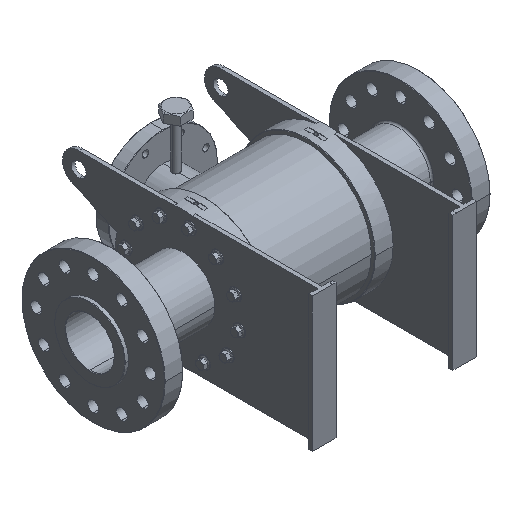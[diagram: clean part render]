
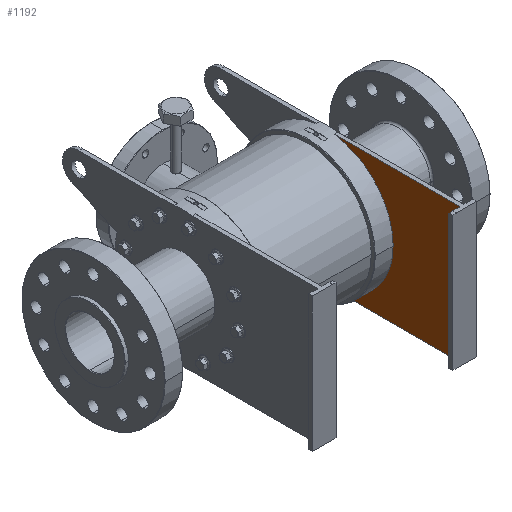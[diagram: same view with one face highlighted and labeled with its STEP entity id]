
A CAD part, isometric view. The second image highlights one B-rep face of the part: STEP entity #1192.
In plain terms, the highlighted planar face has unit normal (-1, 0, 0).
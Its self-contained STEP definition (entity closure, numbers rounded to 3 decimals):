
#89 = LINE ( 'NONE', #9913, #10286 ) ;
#237 = DIRECTION ( 'NONE',  ( 0., 0., 1. ) ) ;
#998 = AXIS2_PLACEMENT_3D ( 'NONE', #2568, #11415, #237 ) ;
#1192 = ADVANCED_FACE ( 'NONE', ( #12411 ), #1577, .F. ) ;
#1508 = DIRECTION ( 'NONE',  ( 0., -1., 0. ) ) ;
#1577 = PLANE ( 'NONE',  #998 ) ;
#2568 = CARTESIAN_POINT ( 'NONE',  ( 190., 0., 0. ) ) ;
#3443 = ORIENTED_EDGE ( 'NONE', *, *, #12140, .T. ) ;
#3632 = DIRECTION ( 'NONE',  ( -1., 0., 0. ) ) ;
#3758 = LINE ( 'NONE', #12457, #10475 ) ;
#3906 = DIRECTION ( 'NONE',  ( 0., -1., 0. ) ) ;
#4233 = VERTEX_POINT ( 'NONE', #8557 ) ;
#4269 = LINE ( 'NONE', #8410, #5571 ) ;
#5571 = VECTOR ( 'NONE', #9547, 1000. ) ;
#5963 = VERTEX_POINT ( 'NONE', #10757 ) ;
#6508 = VERTEX_POINT ( 'NONE', #9007 ) ;
#7020 = EDGE_CURVE ( 'NONE', #4233, #10847, #12529, .T. ) ;
#7051 = CARTESIAN_POINT ( 'NONE',  ( 190., 0., 0. ) ) ;
#7189 = ORIENTED_EDGE ( 'NONE', *, *, #7020, .F. ) ;
#7436 = EDGE_CURVE ( 'NONE', #6508, #5963, #3758, .T. ) ;
#7535 = AXIS2_PLACEMENT_3D ( 'NONE', #10642, #7558, #13908 ) ;
#7545 = CIRCLE ( 'NONE', #7535, 186.7 ) ;
#7558 = DIRECTION ( 'NONE',  ( -1., 0., 0. ) ) ;
#8220 = EDGE_CURVE ( 'NONE', #10847, #11935, #89, .T. ) ;
#8410 = CARTESIAN_POINT ( 'NONE',  ( 190., -369., 185. ) ) ;
#8557 = CARTESIAN_POINT ( 'NONE',  ( 190., -186.7, 0. ) ) ;
#9007 = CARTESIAN_POINT ( 'NONE',  ( 190., -25.137, -185. ) ) ;
#9289 = EDGE_CURVE ( 'NONE', #6508, #4233, #7545, .T. ) ;
#9319 = CARTESIAN_POINT ( 'NONE',  ( 190., -25.137, 185. ) ) ;
#9547 = DIRECTION ( 'NONE',  ( 0., 0., 1. ) ) ;
#9913 = CARTESIAN_POINT ( 'NONE',  ( 190., 0., 185. ) ) ;
#10286 = VECTOR ( 'NONE', #10907, 1000. ) ;
#10475 = VECTOR ( 'NONE', #3906, 1000. ) ;
#10508 = EDGE_LOOP ( 'NONE', ( #12776, #3443, #13873, #7189, #11565 ) ) ;
#10642 = CARTESIAN_POINT ( 'NONE',  ( 190., 0., 0. ) ) ;
#10711 = AXIS2_PLACEMENT_3D ( 'NONE', #7051, #3632, #1508 ) ;
#10757 = CARTESIAN_POINT ( 'NONE',  ( 190., -369., -185. ) ) ;
#10847 = VERTEX_POINT ( 'NONE', #9319 ) ;
#10907 = DIRECTION ( 'NONE',  ( 0., -1., 0. ) ) ;
#11136 = CARTESIAN_POINT ( 'NONE',  ( 190., -369., 185. ) ) ;
#11415 = DIRECTION ( 'NONE',  ( 1., 0., 0. ) ) ;
#11565 = ORIENTED_EDGE ( 'NONE', *, *, #9289, .F. ) ;
#11935 = VERTEX_POINT ( 'NONE', #11136 ) ;
#12140 = EDGE_CURVE ( 'NONE', #5963, #11935, #4269, .T. ) ;
#12411 = FACE_OUTER_BOUND ( 'NONE', #10508, .T. ) ;
#12457 = CARTESIAN_POINT ( 'NONE',  ( 190., 0., -185. ) ) ;
#12529 = CIRCLE ( 'NONE', #10711, 186.7 ) ;
#12776 = ORIENTED_EDGE ( 'NONE', *, *, #7436, .T. ) ;
#13873 = ORIENTED_EDGE ( 'NONE', *, *, #8220, .F. ) ;
#13908 = DIRECTION ( 'NONE',  ( 0., -1., 0. ) ) ;
